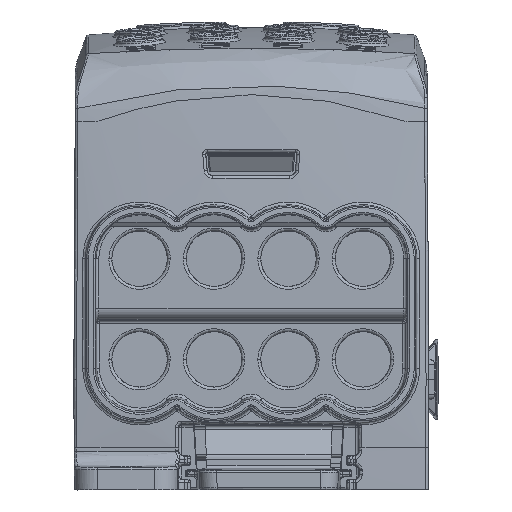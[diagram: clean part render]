
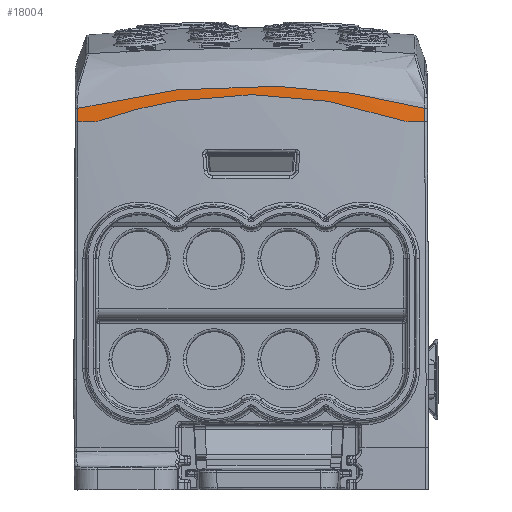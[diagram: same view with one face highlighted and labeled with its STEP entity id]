
A CAD part, front view. The second image highlights one B-rep face of the part: STEP entity #18004.
In plain terms, the highlighted free-form (B-spline) face has degree [2, 2] with [3, 3] control points.
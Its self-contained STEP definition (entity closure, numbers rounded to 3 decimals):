
#9676=CARTESIAN_POINT('Vertex',(0.694,21.291,63.301)) ;
#9729=CARTESIAN_POINT('Control Point',(0.694,21.291,63.301)) ;
#9730=CARTESIAN_POINT('Control Point',(0.7,21.4,64.449)) ;
#9731=CARTESIAN_POINT('Control Point',(0.706,21.514,65.596)) ;
#9732=CARTESIAN_POINT('Vertex',(0.706,21.514,65.596)) ;
#17356=CARTESIAN_POINT('Vertex',(60.305,21.291,63.301)) ;
#17360=CARTESIAN_POINT('Control Point',(57.445,21.087,63.303)) ;
#17361=CARTESIAN_POINT('Control Point',(58.399,21.152,63.303)) ;
#17362=CARTESIAN_POINT('Control Point',(59.352,21.22,63.302)) ;
#17363=CARTESIAN_POINT('Control Point',(60.305,21.291,63.301)) ;
#17364=CARTESIAN_POINT('Vertex',(57.445,21.087,63.303)) ;
#17368=CARTESIAN_POINT('Control Point',(57.445,21.087,63.303)) ;
#17369=CARTESIAN_POINT('Control Point',(57.16,21.068,63.303)) ;
#17370=CARTESIAN_POINT('Control Point',(56.877,21.054,63.352)) ;
#17371=CARTESIAN_POINT('Control Point',(56.609,21.045,63.447)) ;
#17372=CARTESIAN_POINT('Vertex',(56.609,21.045,63.447)) ;
#17376=CARTESIAN_POINT('Control Point',(56.609,21.045,63.447)) ;
#17377=CARTESIAN_POINT('Control Point',(52.95,20.929,64.747)) ;
#17378=CARTESIAN_POINT('Control Point',(49.207,20.831,65.819)) ;
#17379=CARTESIAN_POINT('Control Point',(45.404,20.755,66.658)) ;
#17380=CARTESIAN_POINT('Control Point',(36.424,20.627,68.056)) ;
#17381=CARTESIAN_POINT('Control Point',(27.321,20.619,68.141)) ;
#17382=CARTESIAN_POINT('Control Point',(22.129,20.655,67.757)) ;
#17383=CARTESIAN_POINT('Control Point',(15.426,20.752,66.694)) ;
#17384=CARTESIAN_POINT('Control Point',(8.9,20.913,64.922)) ;
#17385=CARTESIAN_POINT('Control Point',(7.382,20.954,64.468)) ;
#17386=CARTESIAN_POINT('Control Point',(5.879,20.998,63.976)) ;
#17387=CARTESIAN_POINT('Control Point',(4.39,21.045,63.447)) ;
#17388=CARTESIAN_POINT('Vertex',(4.39,21.045,63.447)) ;
#17392=CARTESIAN_POINT('Control Point',(4.39,21.045,63.447)) ;
#17393=CARTESIAN_POINT('Control Point',(4.122,21.054,63.352)) ;
#17394=CARTESIAN_POINT('Control Point',(3.839,21.068,63.303)) ;
#17395=CARTESIAN_POINT('Control Point',(3.554,21.087,63.303)) ;
#17396=CARTESIAN_POINT('Vertex',(3.554,21.087,63.303)) ;
#17400=CARTESIAN_POINT('Control Point',(3.554,21.087,63.303)) ;
#17401=CARTESIAN_POINT('Control Point',(2.601,21.152,63.303)) ;
#17402=CARTESIAN_POINT('Control Point',(1.647,21.22,63.302)) ;
#17403=CARTESIAN_POINT('Control Point',(0.694,21.291,63.301)) ;
#17936=CARTESIAN_POINT('Control Point',(0.694,21.984,70.092)) ;
#17937=CARTESIAN_POINT('Control Point',(0.694,21.612,66.674)) ;
#17938=CARTESIAN_POINT('Control Point',(0.694,21.287,63.251)) ;
#17939=CARTESIAN_POINT('Control Point',(30.5,19.766,70.298)) ;
#17940=CARTESIAN_POINT('Control Point',(30.5,19.393,66.864)) ;
#17941=CARTESIAN_POINT('Control Point',(30.5,19.066,63.426)) ;
#17942=CARTESIAN_POINT('Control Point',(60.305,21.984,70.092)) ;
#17943=CARTESIAN_POINT('Control Point',(60.305,21.612,66.674)) ;
#17944=CARTESIAN_POINT('Control Point',(60.305,21.287,63.251)) ;
#17946=CARTESIAN_POINT('Control Point',(60.305,21.291,63.301)) ;
#17947=CARTESIAN_POINT('Control Point',(60.301,21.364,64.066)) ;
#17948=CARTESIAN_POINT('Control Point',(60.297,21.438,64.831)) ;
#17949=CARTESIAN_POINT('Control Point',(60.293,21.514,65.596)) ;
#17950=CARTESIAN_POINT('Vertex',(60.293,21.514,65.596)) ;
#17954=CARTESIAN_POINT('Control Point',(0.706,21.514,65.596)) ;
#17955=CARTESIAN_POINT('Control Point',(0.965,21.501,65.665)) ;
#17956=CARTESIAN_POINT('Control Point',(1.225,21.489,65.732)) ;
#17957=CARTESIAN_POINT('Control Point',(1.484,21.477,65.8)) ;
#17958=CARTESIAN_POINT('Control Point',(2.004,21.452,65.933)) ;
#17959=CARTESIAN_POINT('Control Point',(2.523,21.428,66.063)) ;
#17960=CARTESIAN_POINT('Control Point',(2.782,21.417,66.126)) ;
#17961=CARTESIAN_POINT('Control Point',(3.17,21.399,66.221)) ;
#17962=CARTESIAN_POINT('Control Point',(3.555,21.383,66.313)) ;
#17963=CARTESIAN_POINT('Control Point',(3.679,21.377,66.343)) ;
#17964=CARTESIAN_POINT('Control Point',(3.931,21.366,66.402)) ;
#17965=CARTESIAN_POINT('Control Point',(4.185,21.355,66.462)) ;
#17966=CARTESIAN_POINT('Control Point',(4.286,21.351,66.485)) ;
#17967=CARTESIAN_POINT('Control Point',(4.671,21.335,66.574)) ;
#17968=CARTESIAN_POINT('Control Point',(5.057,21.319,66.661)) ;
#17969=CARTESIAN_POINT('Control Point',(5.31,21.308,66.718)) ;
#17970=CARTESIAN_POINT('Control Point',(9.139,21.153,67.56)) ;
#17971=CARTESIAN_POINT('Control Point',(13.005,21.027,68.241)) ;
#17972=CARTESIAN_POINT('Control Point',(16.639,20.936,68.733)) ;
#17973=CARTESIAN_POINT('Control Point',(23.94,20.806,69.431)) ;
#17974=CARTESIAN_POINT('Control Point',(31.276,20.783,69.555)) ;
#17975=CARTESIAN_POINT('Control Point',(34.943,20.798,69.473)) ;
#17976=CARTESIAN_POINT('Control Point',(41.357,20.872,69.078)) ;
#17977=CARTESIAN_POINT('Control Point',(47.723,21.027,68.243)) ;
#17978=CARTESIAN_POINT('Control Point',(50.444,21.108,67.804)) ;
#17979=CARTESIAN_POINT('Control Point',(53.258,21.208,67.263)) ;
#17980=CARTESIAN_POINT('Control Point',(56.052,21.323,66.636)) ;
#17981=CARTESIAN_POINT('Control Point',(56.252,21.332,66.591)) ;
#17982=CARTESIAN_POINT('Control Point',(56.487,21.341,66.537)) ;
#17983=CARTESIAN_POINT('Control Point',(56.721,21.351,66.483)) ;
#17984=CARTESIAN_POINT('Control Point',(56.845,21.357,66.454)) ;
#17985=CARTESIAN_POINT('Control Point',(57.096,21.367,66.396)) ;
#17986=CARTESIAN_POINT('Control Point',(57.348,21.378,66.336)) ;
#17987=CARTESIAN_POINT('Control Point',(57.458,21.383,66.31)) ;
#17988=CARTESIAN_POINT('Control Point',(58.105,21.412,66.155)) ;
#17989=CARTESIAN_POINT('Control Point',(58.749,21.441,65.996)) ;
#17990=CARTESIAN_POINT('Control Point',(59.264,21.465,65.865)) ;
#17991=CARTESIAN_POINT('Control Point',(59.779,21.489,65.732)) ;
#17992=CARTESIAN_POINT('Control Point',(60.293,21.514,65.596)) ;
#17995=ORIENTED_EDGE('',*,*,#17952,.T.) ;
#17996=ORIENTED_EDGE('',*,*,#17993,.F.) ;
#17997=ORIENTED_EDGE('',*,*,#9734,.T.) ;
#17998=ORIENTED_EDGE('',*,*,#17404,.F.) ;
#17999=ORIENTED_EDGE('',*,*,#17398,.F.) ;
#18000=ORIENTED_EDGE('',*,*,#17390,.F.) ;
#18001=ORIENTED_EDGE('',*,*,#17374,.F.) ;
#18002=ORIENTED_EDGE('',*,*,#17366,.T.) ;
#18004=ADVANCED_FACE('NONE',(#18003),#17935,.F.) ;
#9728=B_SPLINE_CURVE_WITH_KNOTS('',2,(#9729,#9730,#9731),.UNSPECIFIED.,.F.,.U.,(3,3),(3.045,5.349),.UNSPECIFIED.) ;
#17359=B_SPLINE_CURVE_WITH_KNOTS('',3,(#17360,#17361,#17362,#17363),.UNSPECIFIED.,.F.,.U.,(4,4),(0.,4.061),.UNSPECIFIED.) ;
#17367=B_SPLINE_CURVE_WITH_KNOTS('',3,(#17368,#17369,#17370,#17371),.UNSPECIFIED.,.F.,.U.,(4,4),(0.,1.212),.UNSPECIFIED.) ;
#17375=B_SPLINE_CURVE_WITH_KNOTS('',5,(#17376,#17377,#17378,#17379,#17380,#17381,#17382,#17383,#17384,#17385,#17386,#17387),.UNSPECIFIED.,.F.,.U.,(6,3,3,6),(0.,27.538,64.237,75.445),.UNSPECIFIED.) ;
#17391=B_SPLINE_CURVE_WITH_KNOTS('',3,(#17392,#17393,#17394,#17395),.UNSPECIFIED.,.F.,.U.,(4,4),(0.,1.212),.UNSPECIFIED.) ;
#17399=B_SPLINE_CURVE_WITH_KNOTS('',3,(#17400,#17401,#17402,#17403),.UNSPECIFIED.,.F.,.U.,(4,4),(0.,4.061),.UNSPECIFIED.) ;
#17945=B_SPLINE_CURVE_WITH_KNOTS('',3,(#17946,#17947,#17948,#17949),.UNSPECIFIED.,.F.,.U.,(4,4),(0.,3.263),.UNSPECIFIED.) ;
#17953=B_SPLINE_CURVE_WITH_KNOTS('',5,(#17954,#17955,#17956,#17957,#17958,#17959,#17960,#17961,#17962,#17963,#17964,#17965,#17966,#17967,#17968,#17969,#17970,#17971,#17972,#17973,#17974,#17975,#17976,#17977,#17978,#17979,#17980,#17981,#17982,#17983,#17984,#17985,#17986,#17987,#17988,#17989,#17990,#17991,#17992),.UNSPECIFIED.,.F.,.U.,(6,3,3,3,3,3,3,3,3,3,3,3,6),(0.,1.901,3.802,4.721,5.685,7.522,33.455,59.374,78.874,79.659,80.578,81.524,85.294),.UNSPECIFIED.) ;
#9734=EDGE_CURVE('',#9733,#9677,#9728,.F.) ;
#17366=EDGE_CURVE('',#17365,#17357,#17359,.T.) ;
#17374=EDGE_CURVE('',#17365,#17373,#17367,.T.) ;
#17390=EDGE_CURVE('',#17373,#17389,#17375,.T.) ;
#17398=EDGE_CURVE('',#17389,#17397,#17391,.T.) ;
#17404=EDGE_CURVE('',#17397,#9677,#17399,.T.) ;
#17952=EDGE_CURVE('',#17357,#17951,#17945,.T.) ;
#17993=EDGE_CURVE('',#9733,#17951,#17953,.T.) ;
#17994=EDGE_LOOP('',(#17995,#17996,#17997,#17998,#17999,#18000,#18001,#18002)) ;
#18003=FACE_OUTER_BOUND('',#17994,.T.) ;
#9677=VERTEX_POINT('',#9676) ;
#9733=VERTEX_POINT('',#9732) ;
#17357=VERTEX_POINT('',#17356) ;
#17365=VERTEX_POINT('',#17364) ;
#17373=VERTEX_POINT('',#17372) ;
#17389=VERTEX_POINT('',#17388) ;
#17397=VERTEX_POINT('',#17396) ;
#17951=VERTEX_POINT('',#17950) ;
#17935=(BOUNDED_SURFACE()B_SPLINE_SURFACE(2,2,((#17936,#17937,#17938),(#17939,#17940,#17941),(#17942,#17943,#17944)),.UNSPECIFIED.,.F.,.F.,.U.)B_SPLINE_SURFACE_WITH_KNOTS((3,3),(3,3),(3111.759,3171.537),(0.,6.887),.UNSPECIFIED.)GEOMETRIC_REPRESENTATION_ITEM()RATIONAL_B_SPLINE_SURFACE(((1.,1.,1.),(0.997,0.997,0.997),(1.,1.,1.)))REPRESENTATION_ITEM('Rational BSpline Surface')SURFACE()) ;
